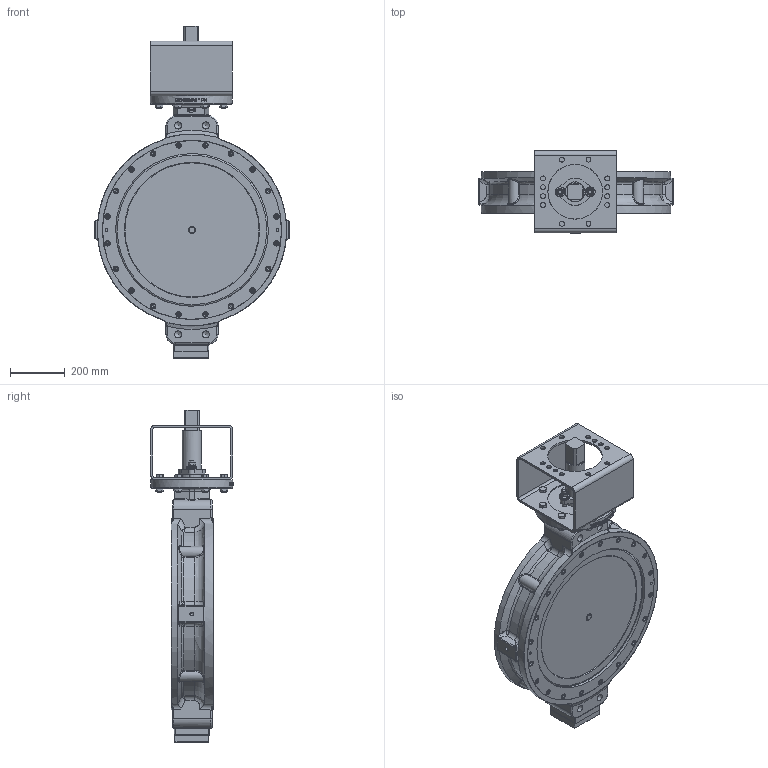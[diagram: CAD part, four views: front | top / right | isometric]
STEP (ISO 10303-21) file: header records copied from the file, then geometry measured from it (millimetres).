
FILE_DESCRIPTION((''),'2;1');
FILE_NAME('HP111 DN600-01.stp','2008-11-06T09:37:05',('hellwig'),(''),'Autodesk Inventor 2008','Autodesk Inventor 2008','');
FILE_SCHEMA(('AUTOMOTIVE_DESIGN { 1 0 10303 214 1 1 1 1 }'));
Length unit declared in the file: millimetre
Products named in the file (1): Bauteil7
Bounding box: 712 x 301.5 x 1213 mm (x, y, z)
Volume: 37514186.1 mm3; surface area: 3191621.3 mm2
Topology: 5 solids, 71 shells, 2049 faces, 4820 edges, 2986 vertices
Faces by surface type: plane 736, bspline 571, cylinder 441, cone 226, torus 59, sphere 16
Full cylindrical faces by diameter (mm): 8 x4, 12 x20, 13.835 x1, 14.917 x8, 16 x24, 17.5 x2, 18 x40, 18.3 x12, 19 x3, 22 x8, 24 x4, 26.211 x4, 35.5 x12, 70 x2, 70.05 x4, 70.2 x4, 73 x1, 74.5 x1, 75.5 x1, 76 x1, 83.8 x1, 84.5 x1, 85.8 x1, 85.9 x1, 86 x2, 200 x1, 200.1 x2, 300 x1, 558 x1, 558.5 x1
Entity records: 96702 total; most frequent: CARTESIAN_POINT 54955, ORIENTED_EDGE 8060, DIRECTION 7536, EDGE_CURVE 4030, AXIS2_PLACEMENT_3D 3046, EDGE_LOOP 2830, VERTEX_POINT 2756, FACE_OUTER_BOUND 2049
